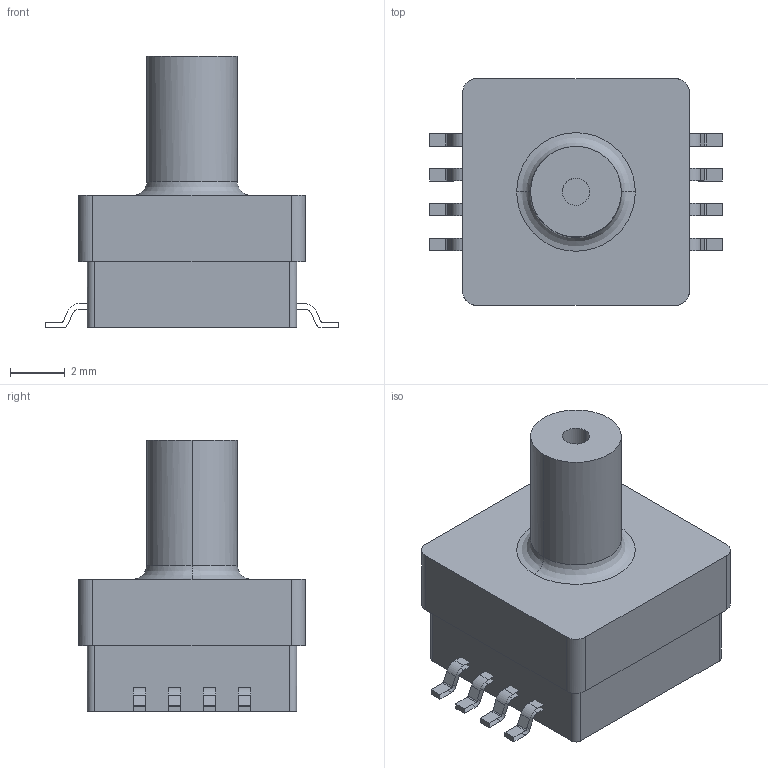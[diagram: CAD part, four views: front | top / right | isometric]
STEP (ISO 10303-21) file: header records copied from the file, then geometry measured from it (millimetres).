
FILE_DESCRIPTION(/* description */ (''),/* implementation_level */ '2;1');
FILE_NAME(/* name */ 'MPXHZ6400A',/* time_stamp */ '2025-01-30T08:43:27+01:00',/* author */ (''),/* organization */ (''),/* preprocessor_version */ 'ST-DEVELOPER v16.5',/* originating_system */ 'Rhino 7.19',/* authorisation */ '');
FILE_SCHEMA (('CONFIG_CONTROL_DESIGN'));
Length unit declared in the file: mil
Products named in the file (1): Document
Bounding box: 10.67 x 8.26 x 9.91 mm (x, y, z)
Volume: 140 mm3; surface area: 483.6 mm2
Topology: 1 solids, 10 shells, 123 faces, 352 edges, 234 vertices
Faces by surface type: plane 77, cylinder 44, bspline 2
Entity records: 3945 total; most frequent: CARTESIAN_POINT 1784, ORIENTED_EDGE 510, EDGE_CURVE 352, VERTEX_POINT 234, B_SPLINE_CURVE_WITH_KNOTS 212, DIRECTION 127, EDGE_LOOP 125, AXIS2_PLACEMENT_3D 124
